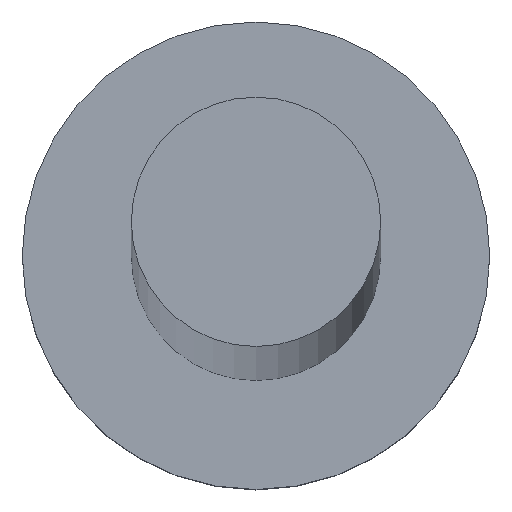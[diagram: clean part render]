
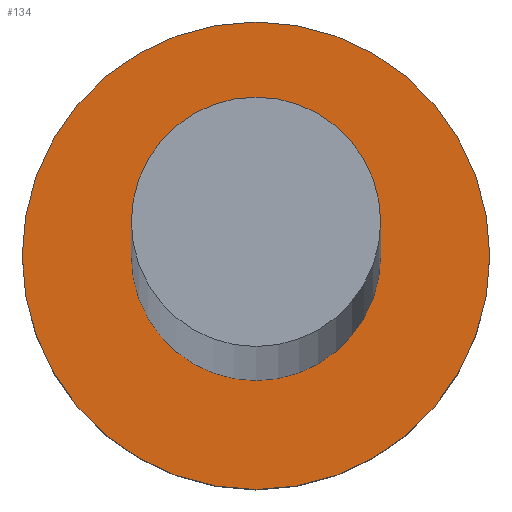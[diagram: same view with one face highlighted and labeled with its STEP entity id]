
A CAD part, top view. The second image highlights one B-rep face of the part: STEP entity #134.
In plain terms, the highlighted planar face has unit normal (0, 0, 1).
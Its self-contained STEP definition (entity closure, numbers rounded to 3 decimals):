
#13 = EDGE_LOOP ( 'NONE', ( #165, #14 ) ) ;
#14 = ORIENTED_EDGE ( 'NONE', *, *, #133, .T. ) ;
#18 = EDGE_CURVE ( 'NONE', #64, #149, #49, .T. ) ;
#21 = AXIS2_PLACEMENT_3D ( 'NONE', #226, #248, #138 ) ;
#36 = DIRECTION ( 'NONE',  ( 0., 0., 1. ) ) ;
#38 = DIRECTION ( 'NONE',  ( 1., 0., 0. ) ) ;
#49 = CIRCLE ( 'NONE', #201, 3. ) ;
#60 = FACE_BOUND ( 'NONE', #225, .T. ) ;
#61 = ORIENTED_EDGE ( 'NONE', *, *, #175, .F. ) ;
#64 = VERTEX_POINT ( 'NONE', #148 ) ;
#74 = FACE_OUTER_BOUND ( 'NONE', #13, .T. ) ;
#78 = DIRECTION ( 'NONE',  ( 0., 0., 1. ) ) ;
#79 = CARTESIAN_POINT ( 'NONE',  ( 1.6, 0., 3. ) ) ;
#95 = CARTESIAN_POINT ( 'NONE',  ( -1.6, 0., 3. ) ) ;
#96 = EDGE_CURVE ( 'NONE', #209, #214, #124, .T. ) ;
#98 = CARTESIAN_POINT ( 'NONE',  ( 0., 0., 3. ) ) ;
#99 = PLANE ( 'NONE',  #21 ) ;
#103 = DIRECTION ( 'NONE',  ( 1., 0., 0. ) ) ;
#124 = CIRCLE ( 'NONE', #198, 1.6 ) ;
#130 = AXIS2_PLACEMENT_3D ( 'NONE', #210, #218, #38 ) ;
#133 = EDGE_CURVE ( 'NONE', #149, #64, #141, .T. ) ;
#134 = ADVANCED_FACE ( 'NONE', ( #60, #74 ), #99, .T. ) ;
#138 = DIRECTION ( 'NONE',  ( 1., 0., 0. ) ) ;
#141 = CIRCLE ( 'NONE', #246, 3. ) ;
#148 = CARTESIAN_POINT ( 'NONE',  ( -3., 0., 3. ) ) ;
#149 = VERTEX_POINT ( 'NONE', #230 ) ;
#163 = CARTESIAN_POINT ( 'NONE',  ( 0., 0., 3. ) ) ;
#165 = ORIENTED_EDGE ( 'NONE', *, *, #18, .T. ) ;
#171 = ORIENTED_EDGE ( 'NONE', *, *, #96, .F. ) ;
#175 = EDGE_CURVE ( 'NONE', #214, #209, #179, .T. ) ;
#179 = CIRCLE ( 'NONE', #130, 1.6 ) ;
#180 = DIRECTION ( 'NONE',  ( 1., 0., 0. ) ) ;
#182 = DIRECTION ( 'NONE',  ( 0., 0., 1. ) ) ;
#185 = DIRECTION ( 'NONE',  ( 1., 0., 0. ) ) ;
#198 = AXIS2_PLACEMENT_3D ( 'NONE', #242, #78, #180 ) ;
#201 = AXIS2_PLACEMENT_3D ( 'NONE', #98, #36, #103 ) ;
#209 = VERTEX_POINT ( 'NONE', #95 ) ;
#210 = CARTESIAN_POINT ( 'NONE',  ( 0., 0., 3. ) ) ;
#214 = VERTEX_POINT ( 'NONE', #79 ) ;
#218 = DIRECTION ( 'NONE',  ( 0., 0., 1. ) ) ;
#225 = EDGE_LOOP ( 'NONE', ( #171, #61 ) ) ;
#226 = CARTESIAN_POINT ( 'NONE',  ( 0., 0., 3. ) ) ;
#230 = CARTESIAN_POINT ( 'NONE',  ( 3., 0., 3. ) ) ;
#242 = CARTESIAN_POINT ( 'NONE',  ( 0., 0., 3. ) ) ;
#246 = AXIS2_PLACEMENT_3D ( 'NONE', #163, #182, #185 ) ;
#248 = DIRECTION ( 'NONE',  ( 0., 0., 1. ) ) ;
